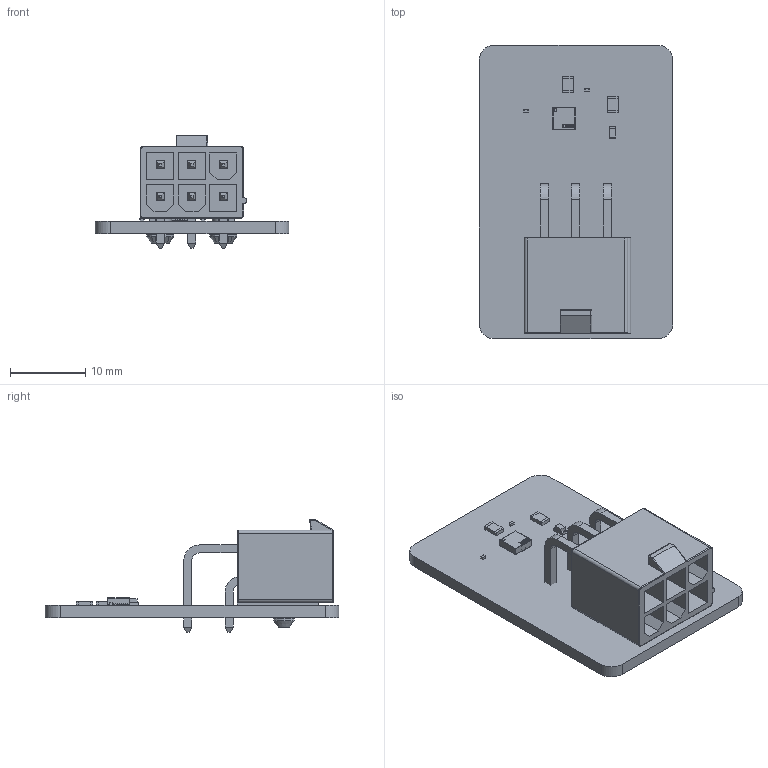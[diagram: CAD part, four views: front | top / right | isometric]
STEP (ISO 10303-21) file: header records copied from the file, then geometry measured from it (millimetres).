
FILE_DESCRIPTION(('Open CASCADE Model'),'2;1');
FILE_NAME('Open CASCADE Shape Model','2022-05-10T15:50:49',('Author'),( 'Open CASCADE'),'Open CASCADE STEP processor 6.8','Open CASCADE 6.8' ,'Unknown');
FILE_SCHEMA(('AUTOMOTIVE_DESIGN { 1 0 10303 214 1 1 1 1 }'));
Length unit declared in the file: millimetre
Products named in the file (30): PCB; Board; Open CASCADE STEP translator 6.8 2.1.1; C2; Cap_Murata_GRM155R71C104KA88D_eec; C1; FB; 6255645696; Extruded; 6255651376; R1; PWR1; 6255644336; 6255647056; U1; IC_Analog_Devices_Inc_ADXL344ACCZ-RL_eec; body; leads; Analog_Devices; circle; J1; Conn_Molex_39-30-0060_eec; 39-30-0060; 1; 2; 39300060_PART1_Matte_Tin; Molex
Assembly tree (34 placements, depth 5):
  PCB
    Board
      Open CASCADE STEP translator 6.8 2.1.1
    C2
      Cap_Murata_GRM155R71C104KA88D_eec
    C1
      Cap_Murata_GRM155R71C104KA88D_eec
    FB
      6255645696
        Extruded
      6255651376  x2
        Extruded
    R1
      6255651376  x2
        Extruded
      6255645696
        Extruded
    PWR1
      6255644336
        Extruded
      6255647056
        Extruded
    U1
      IC_Analog_Devices_Inc_ADXL344ACCZ-RL_eec
        body
        leads
        Analog_Devices
        circle
    J1
      Conn_Molex_39-30-0060_eec
        39-30-0060
          1
          2
          39300060_PART1_Matte_Tin
          Molex
Bounding box: 25.79 x 39.12 x 15 mm (x, y, z)
Volume: 2838.4 mm3; surface area: 4472.3 mm2
Topology: 61 solids, 61 shells, 769 faces, 1795 edges, 1156 vertices
Faces by surface type: plane 584, bspline 101, cylinder 62, sphere 10, torus 8, cone 4
Full cylindrical faces by diameter (mm): 0.4 x1
Entity records: 23035 total; most frequent: CARTESIAN_POINT 4837, ORIENTED_EDGE 3414, DIRECTION 3033, EDGE_CURVE 1707, LINE 1359, VECTOR 1359, VERTEX_POINT 1100, AXIS2_PLACEMENT_3D 837
